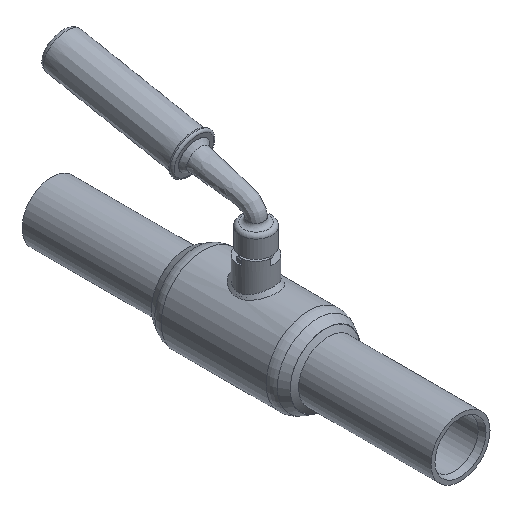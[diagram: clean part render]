
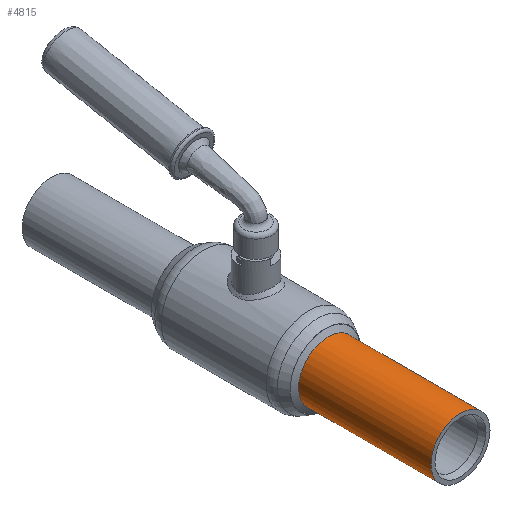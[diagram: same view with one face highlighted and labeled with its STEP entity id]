
A CAD part, isometric view. The second image highlights one B-rep face of the part: STEP entity #4815.
In plain terms, the highlighted cylindrical face has radius 16.75 mm (diameter 33.5 mm), a full revolution.
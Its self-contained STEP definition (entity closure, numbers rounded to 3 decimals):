
#4779=CARTESIAN_POINT('',(-0.,-11.7,-16.75));
#4780=VERTEX_POINT('',#4779);
#4781=CARTESIAN_POINT('',(0.,-11.7,0.));
#4782=DIRECTION('',(0.,-1.,0.));
#4783=DIRECTION('',(0.,0.,-1.));
#4784=AXIS2_PLACEMENT_3D('',#4781,#4782,#4783);
#4785=CIRCLE('',#4784,16.75);
#4786=EDGE_CURVE('',#4780,#4780,#4785,.T.);
#4791=CARTESIAN_POINT('',(0.,-116.,0.));
#4792=DIRECTION('',(0.,-1.,0.));
#4793=DIRECTION('',(0.,0.,-1.));
#4794=AXIS2_PLACEMENT_3D('',#4791,#4792,#4793);
#4795=CYLINDRICAL_SURFACE('',#4794,16.75);
#4796=CARTESIAN_POINT('',(-0.,-116.,-16.75));
#4797=VERTEX_POINT('',#4796);
#4798=CARTESIAN_POINT('',(0.,-116.,-16.75));
#4799=DIRECTION('',(-0.,1.,-0.));
#4800=VECTOR('',#4799,104.3);
#4801=LINE('',#4798,#4800);
#4802=EDGE_CURVE('',#4797,#4780,#4801,.T.);
#4803=ORIENTED_EDGE('',*,*,#4802,.T.);
#4804=ORIENTED_EDGE('',*,*,#4786,.T.);
#4805=ORIENTED_EDGE('',*,*,#4802,.F.);
#4806=CARTESIAN_POINT('',(0.,-116.,0.));
#4807=DIRECTION('',(0.,-1.,0.));
#4808=DIRECTION('',(0.,0.,-1.));
#4809=AXIS2_PLACEMENT_3D('',#4806,#4807,#4808);
#4810=CIRCLE('',#4809,16.75);
#4811=EDGE_CURVE('',#4797,#4797,#4810,.T.);
#4812=ORIENTED_EDGE('',*,*,#4811,.F.);
#4813=EDGE_LOOP('',(#4803,#4804,#4805,#4812));
#4814=FACE_BOUND('',#4813,.T.);
#4815=ADVANCED_FACE('',(#4814),#4795,.T.);
